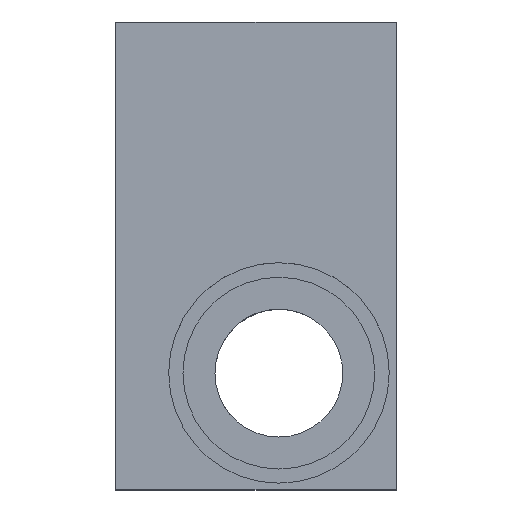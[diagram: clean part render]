
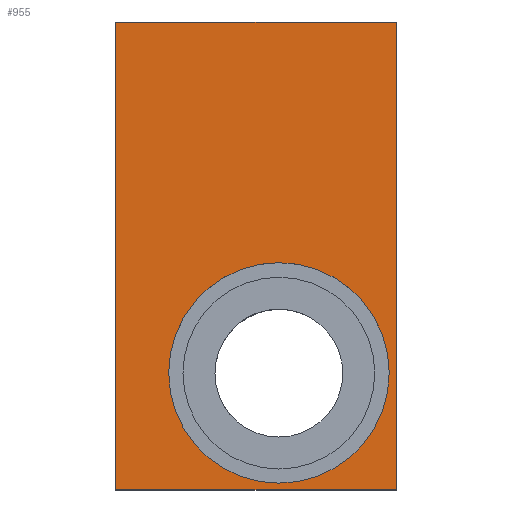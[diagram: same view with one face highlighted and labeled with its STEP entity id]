
A CAD part, top view. The second image highlights one B-rep face of the part: STEP entity #955.
In plain terms, the highlighted planar face has unit normal (0, 0, 1).
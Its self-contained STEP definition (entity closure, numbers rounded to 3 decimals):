
#809 = VERTEX_POINT('',#810);
#810 = CARTESIAN_POINT('',(-11.,7.,3.25));
#816 = EDGE_CURVE('',#809,#817,#819,.T.);
#817 = VERTEX_POINT('',#818);
#818 = CARTESIAN_POINT('',(7.,7.,3.25));
#819 = LINE('',#820,#821);
#820 = CARTESIAN_POINT('',(-11.,7.,3.25));
#821 = VECTOR('',#822,1.);
#822 = DIRECTION('',(1.,0.,0.));
#849 = VERTEX_POINT('',#850);
#850 = CARTESIAN_POINT('',(-11.,-23.,3.25));
#856 = EDGE_CURVE('',#849,#809,#857,.T.);
#857 = LINE('',#858,#859);
#858 = CARTESIAN_POINT('',(-11.,-23.,3.25));
#859 = VECTOR('',#860,1.);
#860 = DIRECTION('',(0.,1.,0.));
#878 = EDGE_CURVE('',#817,#879,#881,.T.);
#879 = VERTEX_POINT('',#880);
#880 = CARTESIAN_POINT('',(7.,-23.,3.25));
#881 = LINE('',#882,#883);
#882 = CARTESIAN_POINT('',(7.,7.,3.25));
#883 = VECTOR('',#884,1.);
#884 = DIRECTION('',(0.,-1.,0.));
#955 = ADVANCED_FACE('',(#956,#967),#978,.T.);
#956 = FACE_BOUND('',#957,.T.);
#957 = EDGE_LOOP('',(#958,#959,#960,#966));
#958 = ORIENTED_EDGE('',*,*,#816,.F.);
#959 = ORIENTED_EDGE('',*,*,#856,.F.);
#960 = ORIENTED_EDGE('',*,*,#961,.F.);
#961 = EDGE_CURVE('',#879,#849,#962,.T.);
#962 = LINE('',#963,#964);
#963 = CARTESIAN_POINT('',(7.,-23.,3.25));
#964 = VECTOR('',#965,1.);
#965 = DIRECTION('',(-1.,0.,0.));
#966 = ORIENTED_EDGE('',*,*,#878,.F.);
#967 = FACE_BOUND('',#968,.T.);
#968 = EDGE_LOOP('',(#969));
#969 = ORIENTED_EDGE('',*,*,#970,.F.);
#970 = EDGE_CURVE('',#971,#971,#973,.T.);
#971 = VERTEX_POINT('',#972);
#972 = CARTESIAN_POINT('',(6.541,-15.503,3.25));
#973 = CIRCLE('',#974,7.07);
#974 = AXIS2_PLACEMENT_3D('',#975,#976,#977);
#975 = CARTESIAN_POINT('',(-0.529,-15.503,3.25));
#976 = DIRECTION('',(0.,0.,1.));
#977 = DIRECTION('',(1.,0.,0.));
#978 = PLANE('',#979);
#979 = AXIS2_PLACEMENT_3D('',#980,#981,#982);
#980 = CARTESIAN_POINT('',(-2.,-8.,3.25));
#981 = DIRECTION('',(0.,0.,1.));
#982 = DIRECTION('',(1.,0.,0.));
